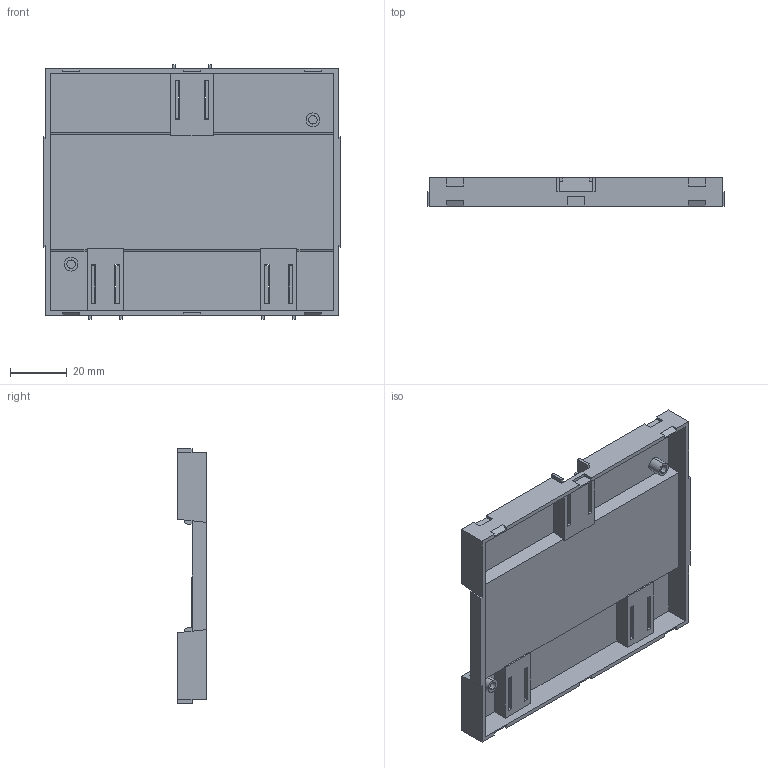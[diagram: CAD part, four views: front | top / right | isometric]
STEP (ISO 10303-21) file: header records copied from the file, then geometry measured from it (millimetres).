
FILE_DESCRIPTION (( 'STEP AP214' ), '1' );
FILE_NAME ('CamdenBoss - CNMB 6-2 (Back Panel).STEP', '2014-10-13T12:48:42', ( 'Temp' ), ( '' ), 'SwSTEP 2.0', 'SolidWorks 2014', '' );
FILE_SCHEMA (( 'AUTOMOTIVE_DESIGN' ));
Length unit declared in the file: millimetre
Products named in the file (1): CamdenBoss - CNMB 6-2 (Back Panel)
Bounding box: 104.2 x 10 x 89.6 mm (x, y, z)
Volume: 19433.2 mm3; surface area: 27526.3 mm2
Topology: 1 solids, 1 shells, 243 faces, 688 edges, 454 vertices
Faces by surface type: plane 234, cylinder 8, bspline 1
Entity records: 7780 total; most frequent: CARTESIAN_POINT 1397, ORIENTED_EDGE 1376, DIRECTION 1190, EDGE_CURVE 688, VECTOR 672, LINE 672, VERTEX_POINT 454, EDGE_LOOP 266
